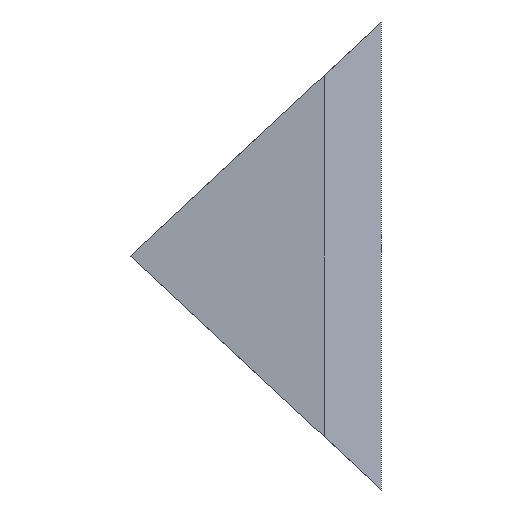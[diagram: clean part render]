
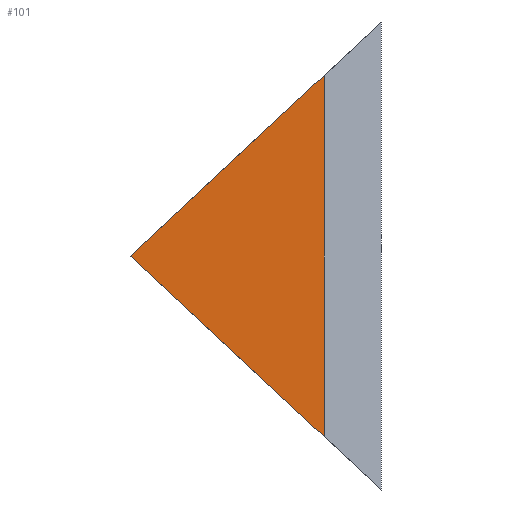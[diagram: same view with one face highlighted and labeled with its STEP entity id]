
A CAD part, front view. The second image highlights one B-rep face of the part: STEP entity #101.
In plain terms, the highlighted planar face has unit normal (0, -1, 0).
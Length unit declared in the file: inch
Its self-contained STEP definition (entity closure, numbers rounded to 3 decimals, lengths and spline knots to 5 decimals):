
#15=FACE_OUTER_BOUND('',#21,.T.);
#21=EDGE_LOOP('',(#71,#72,#73));
#27=LINE('',#163,#39);
#28=LINE('',#165,#40);
#29=LINE('',#166,#41);
#39=VECTOR('',#137,39.37008);
#40=VECTOR('',#138,39.37008);
#41=VECTOR('',#139,39.37008);
#51=VERTEX_POINT('',#161);
#52=VERTEX_POINT('',#162);
#53=VERTEX_POINT('',#164);
#59=EDGE_CURVE('',#51,#52,#27,.T.);
#60=EDGE_CURVE('',#53,#51,#28,.T.);
#61=EDGE_CURVE('',#52,#53,#29,.T.);
#71=ORIENTED_EDGE('',*,*,#59,.F.);
#72=ORIENTED_EDGE('',*,*,#60,.F.);
#73=ORIENTED_EDGE('',*,*,#61,.F.);
#95=PLANE('',#127);
#101=ADVANCED_FACE('',(#15),#95,.F.);
#127=AXIS2_PLACEMENT_3D('',#160,#135,#136);
#135=DIRECTION('center_axis',(0.,1.,0.));
#136=DIRECTION('ref_axis',(0.,0.,1.));
#137=DIRECTION('',(0.731,0.,0.682));
#138=DIRECTION('',(-0.731,0.,0.682));
#139=DIRECTION('',(0.,0.,-1.));
#160=CARTESIAN_POINT('Origin',(3.4697,0.,6.));
#161=CARTESIAN_POINT('',(0.,0.,0.));
#162=CARTESIAN_POINT('',(3.4697,0.,3.23554));
#163=CARTESIAN_POINT('',(0.,0.,0.));
#164=CARTESIAN_POINT('',(3.4697,0.,-3.23554));
#165=CARTESIAN_POINT('',(6.11277,0.,-5.70025));
#166=CARTESIAN_POINT('',(3.4697,0.,6.));
